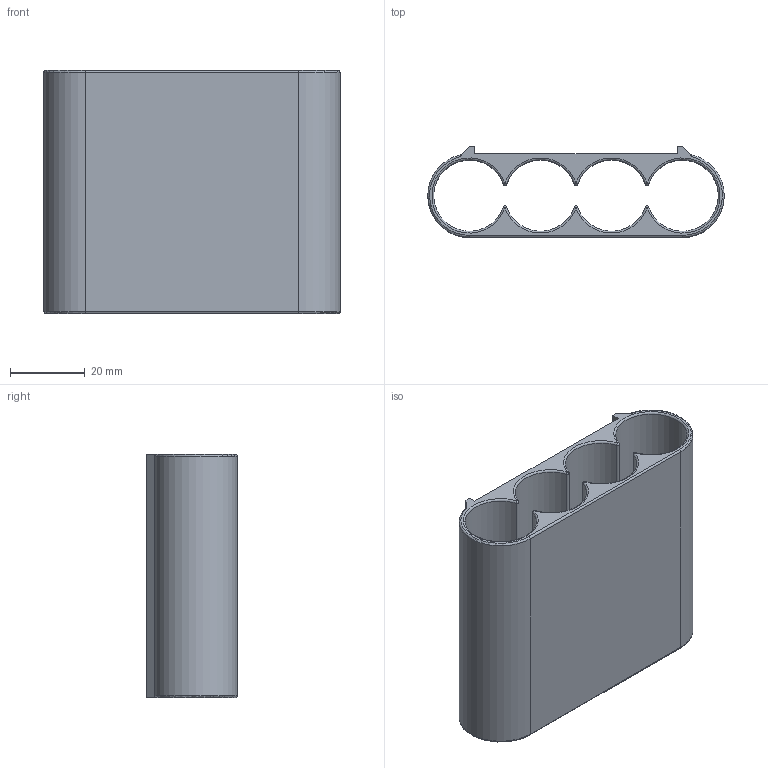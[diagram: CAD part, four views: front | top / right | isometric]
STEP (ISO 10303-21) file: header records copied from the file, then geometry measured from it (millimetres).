
FILE_DESCRIPTION(/* description */ (''),/* implementation_level */ '2;1');
FILE_NAME(/* name */ 'Mod-4p-Frame.stp',/* time_stamp */ '2020-05-08T19:33:59-07:00',/* author */ ('andre'),/* organization */ (''),/* preprocessor_version */ 'ST-DEVELOPER v17',/* originating_system */ 'Autodesk Inventor 2019',/* authorisation */ '');
FILE_SCHEMA (('AUTOMOTIVE_DESIGN { 1 0 10303 214 3 1 1 }'));
Length unit declared in the file: millimetre
Products named in the file (1): 4p-ModEnclosure
Bounding box: 79.3 x 24.3 x 65 mm (x, y, z)
Volume: 33400.8 mm3; surface area: 26929.8 mm2
Topology: 1 solids, 1 shells, 74 faces, 164 edges, 96 vertices
Faces by surface type: plane 30, torus 16, cylinder 16, sphere 12
Entity records: 2091 total; most frequent: DIRECTION 382, CARTESIAN_POINT 371, ORIENTED_EDGE 328, EDGE_CURVE 164, AXIS2_PLACEMENT_3D 147, VERTEX_POINT 96, LINE 88, VECTOR 88
